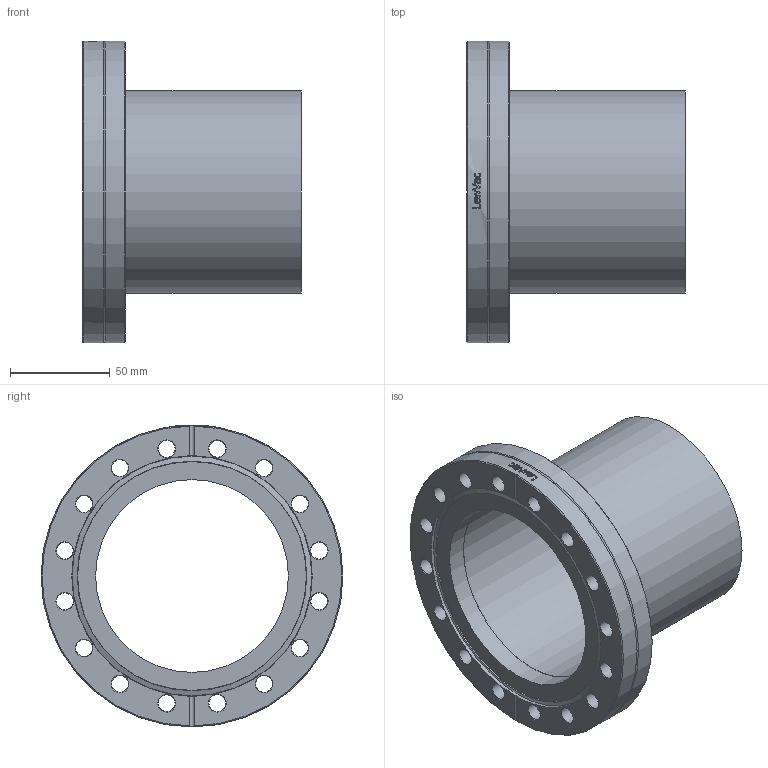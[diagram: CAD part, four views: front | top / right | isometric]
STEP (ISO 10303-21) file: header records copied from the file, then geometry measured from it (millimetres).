
FILE_DESCRIPTION(/* description */ (''),/* implementation_level */ '2;1');
FILE_NAME(/* name */ 'FL-HN100CFR.stp',/* time_stamp */ '2020-08-19T15:43:49+01:00',/* author */ ('Paul'),/* organization */ (''),/* preprocessor_version */ 'ST-DEVELOPER v18.1',/* originating_system */ 'Autodesk Inventor 2021',/* authorisation */ '');
FILE_SCHEMA (('AUTOMOTIVE_DESIGN { 1 0 10303 214 3 1 1 }'));
Length unit declared in the file: millimetre
Products named in the file (4): FL-HN100CFR; FL-100CF rotatable inner bored for 101.6 OD tube; tube; FL-100CF rotatable outer for 101.6 tube
Assembly tree (3 placements, depth 2):
  FL-HN100CFR
    FL-100CF rotatable inner bored for 101.6 OD tube
    tube
    FL-100CF rotatable outer for 101.6 tube
Bounding box: 109.7 x 151.6 x 151.6 mm (x, y, z)
Volume: 261451.5 mm3; surface area: 123267.8 mm2
Topology: 3 solids, 3 shells, 169 faces, 456 edges, 301 vertices
Faces by surface type: bspline 53, cone 41, plane 39, cylinder 35, torus 1
Full cylindrical faces by diameter (mm): 8.4 x16, 96.8 x1, 97 x1, 101.6 x1, 101.9 x1, 106.1 x1, 120.4 x1, 120.8 x1, 151.6 x2
Entity records: 18015 total; most frequent: CARTESIAN_POINT 13848, ORIENTED_EDGE 912, DIRECTION 701, EDGE_CURVE 456, VERTEX_POINT 301, AXIS2_PLACEMENT_3D 268, EDGE_LOOP 215, FACE_OUTER_BOUND 169
